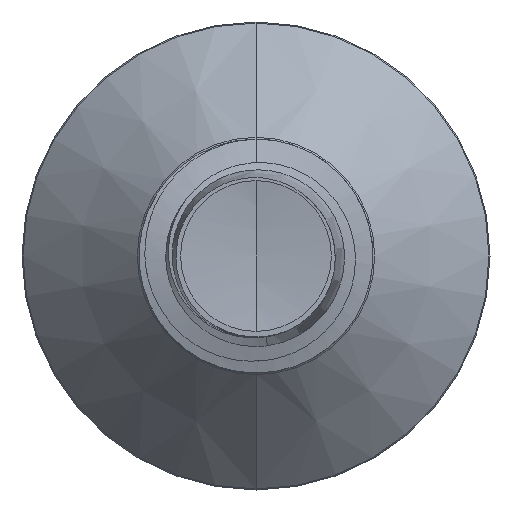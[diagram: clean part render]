
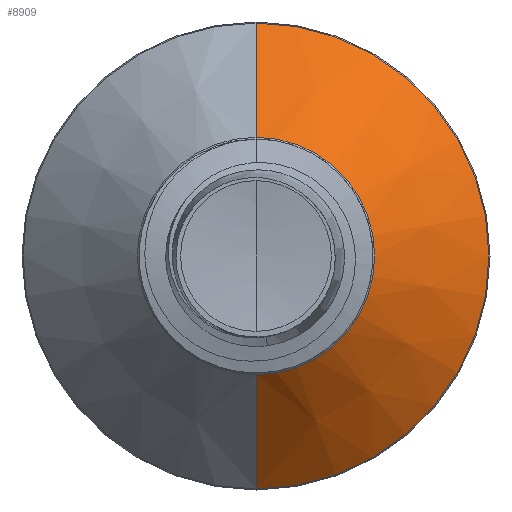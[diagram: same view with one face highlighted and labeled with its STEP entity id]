
A CAD part, front view. The second image highlights one B-rep face of the part: STEP entity #8909.
In plain terms, the highlighted conical face has half-angle 45 degrees and reference radius 1.522 mm.
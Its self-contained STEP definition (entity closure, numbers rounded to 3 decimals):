
#65 = CARTESIAN_POINT ( 'NONE',  ( 0., 3.437, -2.987 ) ) ;
#554 = AXIS2_PLACEMENT_3D ( 'NONE', #2933, #2923, #2917 ) ;
#846 = EDGE_CURVE ( 'NONE', #4986, #2569, #3568, .T. ) ;
#861 = AXIS2_PLACEMENT_3D ( 'NONE', #4501, #4407, #4431 ) ;
#1934 = VERTEX_POINT ( 'NONE', #3459 ) ;
#2265 = CIRCLE ( 'NONE', #554, 2.987 ) ;
#2569 = VERTEX_POINT ( 'NONE', #65 ) ;
#2917 = DIRECTION ( 'NONE',  ( 0., 0., 1. ) ) ;
#2923 = DIRECTION ( 'NONE',  ( 0., 1., 0. ) ) ;
#2933 = CARTESIAN_POINT ( 'NONE',  ( 0., 3.437, 0. ) ) ;
#3107 = DIRECTION ( 'NONE',  ( 0., 1., 0. ) ) ;
#3123 = DIRECTION ( 'NONE',  ( 0., 0., 1. ) ) ;
#3181 = CARTESIAN_POINT ( 'NONE',  ( 0., 1.972, 0. ) ) ;
#3459 = CARTESIAN_POINT ( 'NONE',  ( 0., 3.437, 2.987 ) ) ;
#3473 = EDGE_CURVE ( 'NONE', #6459, #1934, #8071, .T. ) ;
#3555 = CARTESIAN_POINT ( 'NONE',  ( 0., 1.972, 1.522 ) ) ;
#3568 = LINE ( 'NONE', #9887, #9747 ) ;
#4087 = ORIENTED_EDGE ( 'NONE', *, *, #4413, .T. ) ;
#4154 = CARTESIAN_POINT ( 'NONE',  ( 0., 1.972, -1.522 ) ) ;
#4407 = DIRECTION ( 'NONE',  ( 0., 1., 0. ) ) ;
#4413 = EDGE_CURVE ( 'NONE', #6459, #4986, #9737, .T. ) ;
#4431 = DIRECTION ( 'NONE',  ( 0., 0., 1. ) ) ;
#4501 = CARTESIAN_POINT ( 'NONE',  ( 0., 1.972, 0. ) ) ;
#4543 = AXIS2_PLACEMENT_3D ( 'NONE', #3181, #3107, #3123 ) ;
#4629 = ORIENTED_EDGE ( 'NONE', *, *, #846, .T. ) ;
#4986 = VERTEX_POINT ( 'NONE', #4154 ) ;
#5258 = EDGE_CURVE ( 'NONE', #1934, #2569, #2265, .T. ) ;
#5439 = DIRECTION ( 'NONE',  ( 0., 0.707, 0.707 ) ) ;
#5469 = CARTESIAN_POINT ( 'NONE',  ( 0., 1.972, 1.522 ) ) ;
#5740 = EDGE_LOOP ( 'NONE', ( #4087, #4629, #8388, #8323 ) ) ;
#6358 = CONICAL_SURFACE ( 'NONE', #4543, 1.522, 0.785 ) ;
#6459 = VERTEX_POINT ( 'NONE', #3555 ) ;
#7226 = FACE_OUTER_BOUND ( 'NONE', #5740, .T. ) ;
#8071 = LINE ( 'NONE', #5469, #9255 ) ;
#8323 = ORIENTED_EDGE ( 'NONE', *, *, #3473, .F. ) ;
#8388 = ORIENTED_EDGE ( 'NONE', *, *, #5258, .F. ) ;
#8909 = ADVANCED_FACE ( 'NONE', ( #7226 ), #6358, .T. ) ;
#9255 = VECTOR ( 'NONE', #5439, 1000. ) ;
#9737 = CIRCLE ( 'NONE', #861, 1.522 ) ;
#9747 = VECTOR ( 'NONE', #9956, 1000. ) ;
#9887 = CARTESIAN_POINT ( 'NONE',  ( 0., 1.972, -1.522 ) ) ;
#9956 = DIRECTION ( 'NONE',  ( 0., 0.707, -0.707 ) ) ;
